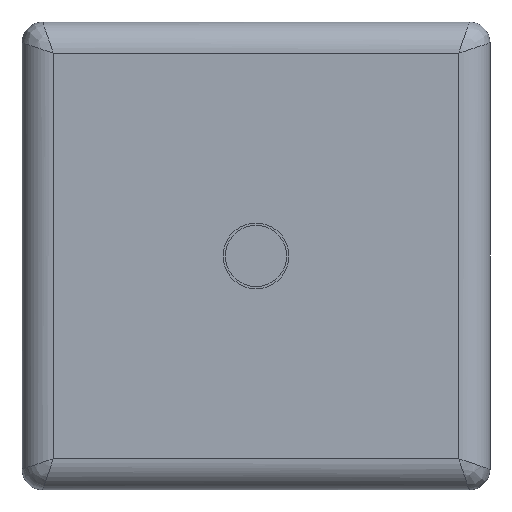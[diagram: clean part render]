
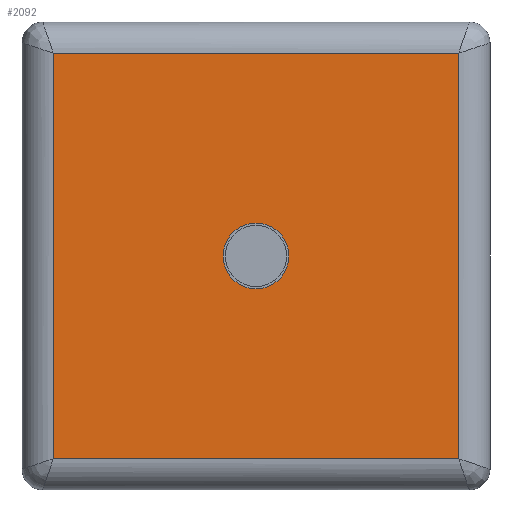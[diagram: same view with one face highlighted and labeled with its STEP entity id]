
A CAD part, top view. The second image highlights one B-rep face of the part: STEP entity #2092.
In plain terms, the highlighted planar face has unit normal (0, 0, 1).
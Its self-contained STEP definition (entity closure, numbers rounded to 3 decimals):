
#49=FACE_BOUND('',#390,.T.);
#55=PLANE('',#2329);
#239=FACE_OUTER_BOUND('',#389,.T.);
#389=EDGE_LOOP('',(#1678,#1679,#1680,#1681));
#390=EDGE_LOOP('',(#1682,#1683));
#486=LINE('',#3320,#633);
#507=LINE('',#3623,#654);
#509=LINE('',#3650,#656);
#511=LINE('',#3677,#658);
#633=VECTOR('',#2533,1000.);
#654=VECTOR('',#2658,1000.);
#656=VECTOR('',#2662,1000.);
#658=VECTOR('',#2666,1000.);
#762=CIRCLE('',#2185,3.163);
#791=CIRCLE('',#2234,3.162);
#860=VERTEX_POINT('',#3013);
#861=VERTEX_POINT('',#3014);
#919=VERTEX_POINT('',#3294);
#923=VERTEX_POINT('',#3314);
#981=VERTEX_POINT('',#3597);
#985=VERTEX_POINT('',#3617);
#1067=EDGE_CURVE('',#860,#861,#762,.T.);
#1139=EDGE_CURVE('',#923,#919,#486,.T.);
#1140=EDGE_CURVE('',#861,#860,#791,.T.);
#1213=EDGE_CURVE('',#985,#981,#507,.T.);
#1219=EDGE_CURVE('',#981,#923,#509,.T.);
#1225=EDGE_CURVE('',#919,#985,#511,.T.);
#1678=ORIENTED_EDGE('',*,*,#1225,.F.);
#1679=ORIENTED_EDGE('',*,*,#1139,.F.);
#1680=ORIENTED_EDGE('',*,*,#1219,.F.);
#1681=ORIENTED_EDGE('',*,*,#1213,.F.);
#1682=ORIENTED_EDGE('',*,*,#1140,.T.);
#1683=ORIENTED_EDGE('',*,*,#1067,.T.);
#2092=ADVANCED_FACE('',(#239,#49),#55,.T.);
#2185=AXIS2_PLACEMENT_3D('',#3015,#2418,#2419);
#2234=AXIS2_PLACEMENT_3D('',#3322,#2536,#2537);
#2329=AXIS2_PLACEMENT_3D('',#3880,#2807,#2808);
#2418=DIRECTION('center_axis',(0.,0.,-1.));
#2419=DIRECTION('ref_axis',(-1.,0.,0.));
#2533=DIRECTION('',(0.,-1.,0.));
#2536=DIRECTION('center_axis',(0.,0.,-1.));
#2537=DIRECTION('ref_axis',(-1.,0.,0.));
#2658=DIRECTION('',(0.,1.,0.));
#2662=DIRECTION('',(1.,0.,0.));
#2666=DIRECTION('',(-1.,0.,0.));
#2807=DIRECTION('center_axis',(0.,0.,1.));
#2808=DIRECTION('ref_axis',(1.,0.,0.));
#3013=CARTESIAN_POINT('',(22.5,-19.338,3.));
#3014=CARTESIAN_POINT('',(22.5,-25.662,3.));
#3015=CARTESIAN_POINT('Origin',(22.5,-22.5,3.));
#3294=CARTESIAN_POINT('',(42.,-42.,3.));
#3314=CARTESIAN_POINT('',(42.,-3.,3.));
#3320=CARTESIAN_POINT('',(42.,-22.5,3.));
#3322=CARTESIAN_POINT('Origin',(22.5,-22.5,3.));
#3597=CARTESIAN_POINT('',(3.,-3.,3.));
#3617=CARTESIAN_POINT('',(3.,-42.,3.));
#3623=CARTESIAN_POINT('',(3.,-22.5,3.));
#3650=CARTESIAN_POINT('',(0.,-3.,3.));
#3677=CARTESIAN_POINT('',(0.,-42.,3.));
#3880=CARTESIAN_POINT('Origin',(45.,-22.5,3.));
